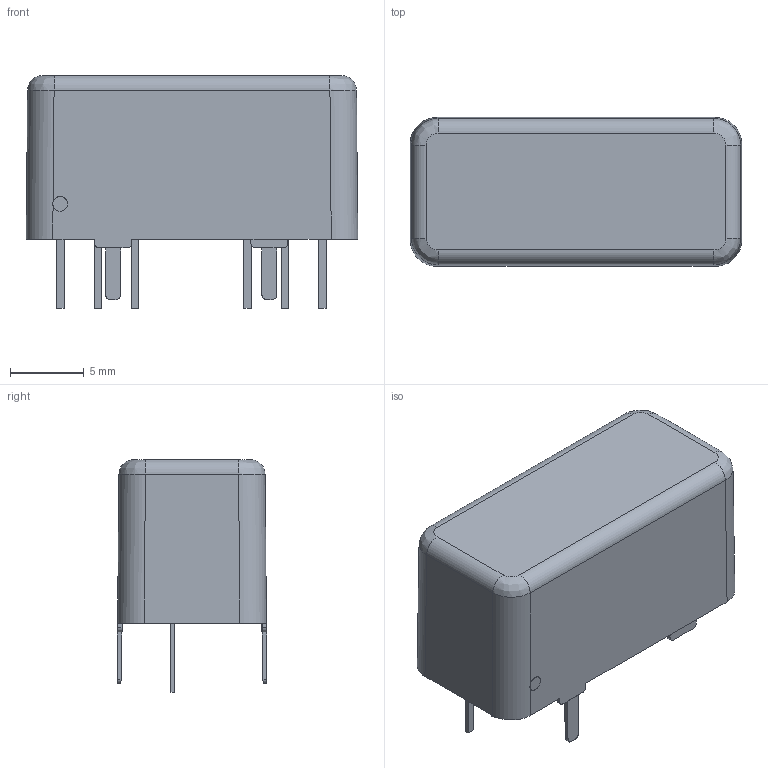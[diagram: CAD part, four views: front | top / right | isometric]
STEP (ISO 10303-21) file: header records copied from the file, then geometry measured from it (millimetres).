
FILE_DESCRIPTION(/* description */ (''),/* implementation_level */ '2;1');
FILE_NAME(/* name */ 'DCDC_TRACO_TMR9WI.stp',/* time_stamp */ '2017-07-12T09:35:55+02:00',/* author */ ('jchouvet'),/* organization */ (''),/* preprocessor_version */ 'ST-DEVELOPER v16.1',/* originating_system */ 'AutoCAD Mechanical',/* authorisation */ '');
FILE_SCHEMA (('AUTOMOTIVE_DESIGN { 1 0 10303 214 3 1 1 }'));
Length unit declared in the file: millimetre
Products named in the file (1): Product
Bounding box: 22.5 x 10.17 x 15.8 mm (x, y, z)
Volume: 2451.2 mm3; surface area: 1179.1 mm2
Topology: 10 solids, 10 shells, 101 faces, 231 edges, 150 vertices
Faces by surface type: plane 75, cylinder 22, bspline 4
Full cylindrical faces by diameter (mm): 1 x2
Entity records: 2984 total; most frequent: CARTESIAN_POINT 649, DIRECTION 471, ORIENTED_EDGE 456, EDGE_CURVE 228, LINE 179, VECTOR 179, VERTEX_POINT 149, AXIS2_PLACEMENT_3D 146
